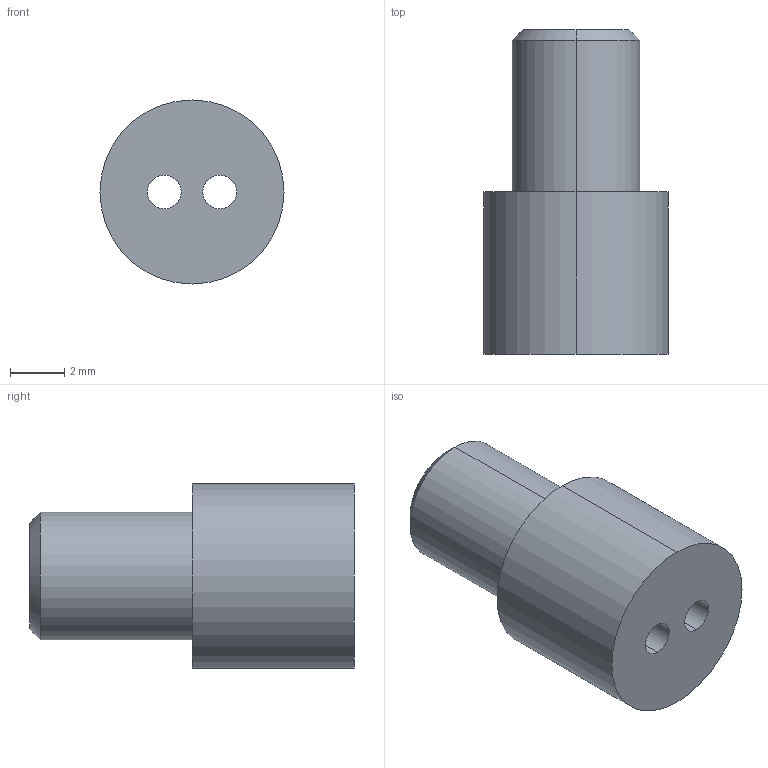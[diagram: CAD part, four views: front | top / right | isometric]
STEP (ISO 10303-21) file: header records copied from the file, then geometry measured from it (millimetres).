
FILE_DESCRIPTION (( 'STEP AP203' ), '1' );
FILE_NAME ('electrodehead.STEP', '2025-09-18T17:48:30', ( '' ), ( '' ), 'SwSTEP 2.0', 'SolidWorks 2025', '' );
FILE_SCHEMA (( 'CONFIG_CONTROL_DESIGN' ));
Length unit declared in the file: millimetre
Products named in the file (1): electrodehead
Bounding box: 6.8 x 12 x 6.8 mm (x, y, z)
Volume: 283.6 mm3; surface area: 385 mm2
Topology: 1 solids, 1 shells, 25 faces, 56 edges, 32 vertices
Faces by surface type: cylinder 12, torus 8, plane 3, cone 2
Entity records: 789 total; most frequent: DIRECTION 150, CARTESIAN_POINT 114, ORIENTED_EDGE 112, AXIS2_PLACEMENT_3D 68, EDGE_CURVE 56, CIRCLE 42, VERTEX_POINT 32, EDGE_LOOP 28
